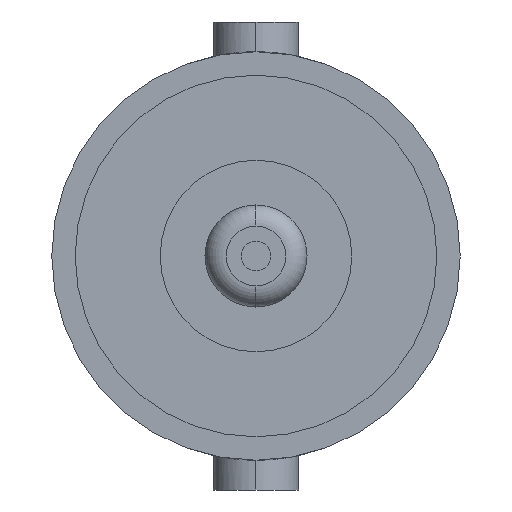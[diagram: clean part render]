
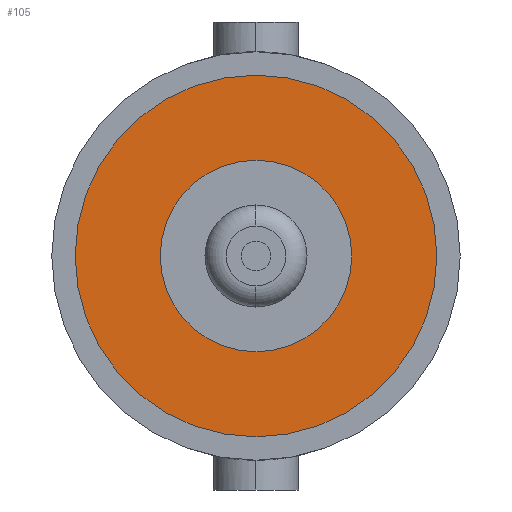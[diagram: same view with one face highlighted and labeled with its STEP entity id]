
A CAD part, left-side view. The second image highlights one B-rep face of the part: STEP entity #105.
In plain terms, the highlighted planar face has unit normal (-1, 0, 0).
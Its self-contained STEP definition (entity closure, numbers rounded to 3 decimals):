
#105=ADVANCED_FACE('',(#221,#222),#223,.F.);
#221=FACE_BOUND('',#343,.T.);
#222=FACE_OUTER_BOUND('',#344,.T.);
#223=PLANE('',#345);
#343=EDGE_LOOP('',(#562,#563));
#344=EDGE_LOOP('',(#564,#565));
#345=AXIS2_PLACEMENT_3D('',#566,#567,#568);
#562=ORIENTED_EDGE('',*,*,#746,.T.);
#563=ORIENTED_EDGE('',*,*,#699,.T.);
#564=ORIENTED_EDGE('',*,*,#752,.F.);
#565=ORIENTED_EDGE('',*,*,#768,.F.);
#566=CARTESIAN_POINT('',(132.744,105.,0.));
#567=DIRECTION('',(1.0,0.0,0.));
#568=DIRECTION('',(0.,0.0,-1.0));
#699=EDGE_CURVE('',#821,#819,#822,.T.);
#746=EDGE_CURVE('',#819,#821,#896,.T.);
#752=EDGE_CURVE('',#901,#903,#904,.T.);
#768=EDGE_CURVE('',#903,#901,#923,.T.);
#819=VERTEX_POINT('',#979);
#821=VERTEX_POINT('',#982);
#822=CIRCLE('',#983,2.25);
#896=CIRCLE('',#1101,2.25);
#901=VERTEX_POINT('',#1106);
#903=VERTEX_POINT('',#1109);
#904=CIRCLE('',#1110,4.25);
#923=CIRCLE('',#1151,4.25);
#979=CARTESIAN_POINT('',(132.744,105.,-2.25));
#982=CARTESIAN_POINT('',(132.744,105.,2.25));
#983=AXIS2_PLACEMENT_3D('',#1232,#1233,#1234);
#1101=AXIS2_PLACEMENT_3D('',#1310,#1311,#1312);
#1106=CARTESIAN_POINT('',(132.744,105.,-4.25));
#1109=CARTESIAN_POINT('',(132.744,105.0,4.25));
#1110=AXIS2_PLACEMENT_3D('',#1320,#1321,#1322);
#1151=AXIS2_PLACEMENT_3D('',#1340,#1341,#1342);
#1232=CARTESIAN_POINT('',(132.744,105.,0.));
#1233=DIRECTION('',(1.0,0.0,0.));
#1234=DIRECTION('',(0.,0.0,-1.0));
#1310=CARTESIAN_POINT('',(132.744,105.,0.));
#1311=DIRECTION('',(1.0,0.0,0.));
#1312=DIRECTION('',(0.,0.0,-1.0));
#1320=CARTESIAN_POINT('',(132.744,105.,0.));
#1321=DIRECTION('',(1.0,0.0,0.));
#1322=DIRECTION('',(0.,0.0,-1.0));
#1340=CARTESIAN_POINT('',(132.744,105.,0.));
#1341=DIRECTION('',(1.0,0.0,0.));
#1342=DIRECTION('',(0.,0.0,-1.0));
